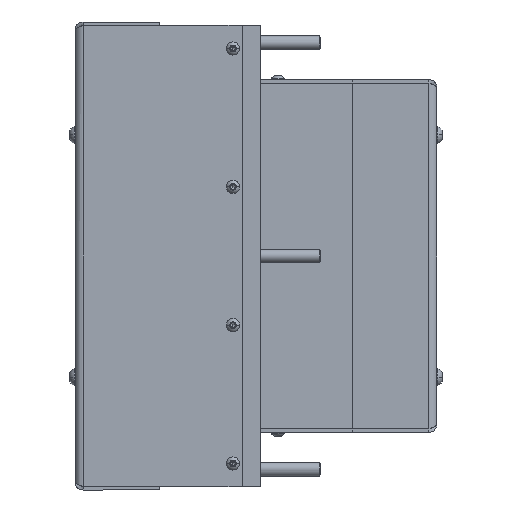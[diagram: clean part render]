
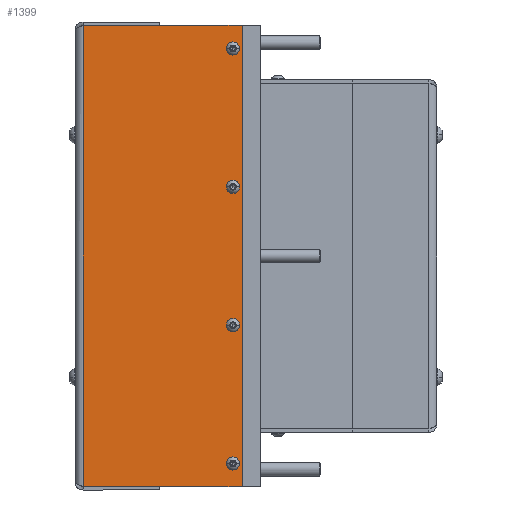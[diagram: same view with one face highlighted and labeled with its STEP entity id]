
A CAD part, left-side view. The second image highlights one B-rep face of the part: STEP entity #1399.
In plain terms, the highlighted face is planar.
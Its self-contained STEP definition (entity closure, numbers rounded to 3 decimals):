
#382 = VERTEX_POINT ( 'NONE', #7629 ) ;
#394 = VERTEX_POINT ( 'NONE', #7641 ) ;
#396 = VERTEX_POINT ( 'NONE', #7643 ) ;
#399 = VERTEX_POINT ( 'NONE', #7646 ) ;
#402 = VERTEX_POINT ( 'NONE', #7649 ) ;
#491 = VERTEX_POINT ( 'NONE', #7738 ) ;
#510 = VERTEX_POINT ( 'NONE', #7757 ) ;
#521 = VERTEX_POINT ( 'NONE', #7768 ) ;
#1169 = ORIENTED_EDGE ( 'NONE', *, *, #4833, .F. ) ;
#1170 = ORIENTED_EDGE ( 'NONE', *, *, #6108, .F. ) ;
#1171 = ORIENTED_EDGE ( 'NONE', *, *, #4834, .F. ) ;
#1172 = ORIENTED_EDGE ( 'NONE', *, *, #6104, .F. ) ;
#1173 = ORIENTED_EDGE ( 'NONE', *, *, #4831, .F. ) ;
#1174 = ORIENTED_EDGE ( 'NONE', *, *, #4835, .T. ) ;
#1175 = ORIENTED_EDGE ( 'NONE', *, *, #4836, .F. ) ;
#1176 = ORIENTED_EDGE ( 'NONE', *, *, #4824, .F. ) ;
#1177 = ORIENTED_EDGE ( 'NONE', *, *, #4821, .F. ) ;
#1178 = ORIENTED_EDGE ( 'NONE', *, *, #4818, .F. ) ;
#1179 = ORIENTED_EDGE ( 'NONE', *, *, #4814, .F. ) ;
#1180 = ORIENTED_EDGE ( 'NONE', *, *, #4827, .F. ) ;
#1181 = ORIENTED_EDGE ( 'NONE', *, *, #4837, .F. ) ;
#1182 = ORIENTED_EDGE ( 'NONE', *, *, #6112, .F. ) ;
#1183 = ORIENTED_EDGE ( 'NONE', *, *, #4838, .F. ) ;
#1184 = ORIENTED_EDGE ( 'NONE', *, *, #6116, .F. ) ;
#1399 = ADVANCED_FACE ( 'NONE', ( #8550, #8545, #8553, #8555, #8549 ), #8551, .F. ) ;
#3915 = VERTEX_POINT ( 'NONE', #9945 ) ;
#3916 = VERTEX_POINT ( 'NONE', #9946 ) ;
#3920 = VERTEX_POINT ( 'NONE', #9950 ) ;
#3921 = VERTEX_POINT ( 'NONE', #9951 ) ;
#3923 = VERTEX_POINT ( 'NONE', #9953 ) ;
#3924 = VERTEX_POINT ( 'NONE', #9954 ) ;
#3927 = VERTEX_POINT ( 'NONE', #9958 ) ;
#3928 = VERTEX_POINT ( 'NONE', #9959 ) ;
#4814 = EDGE_CURVE ( 'NONE', #394, #491, #12432, .T. ) ;
#4818 = EDGE_CURVE ( 'NONE', #491, #402, #14125, .T. ) ;
#4821 = EDGE_CURVE ( 'NONE', #402, #396, #14117, .T. ) ;
#4824 = EDGE_CURVE ( 'NONE', #396, #382, #14143, .T. ) ;
#4827 = EDGE_CURVE ( 'NONE', #521, #394, #14152, .T. ) ;
#4831 = EDGE_CURVE ( 'NONE', #510, #521, #14161, .T. ) ;
#4833 = EDGE_CURVE ( 'NONE', #3920, #3921, #12705, .T. ) ;
#4834 = EDGE_CURVE ( 'NONE', #3915, #3916, #12704, .T. ) ;
#4835 = EDGE_CURVE ( 'NONE', #510, #399, #14174, .T. ) ;
#4836 = EDGE_CURVE ( 'NONE', #382, #399, #14173, .T. ) ;
#4837 = EDGE_CURVE ( 'NONE', #3923, #3924, #12711, .T. ) ;
#4838 = EDGE_CURVE ( 'NONE', #3927, #3928, #12710, .T. ) ;
#6104 = EDGE_CURVE ( 'NONE', #3916, #3915, #18002, .T. ) ;
#6108 = EDGE_CURVE ( 'NONE', #3921, #3920, #18008, .T. ) ;
#6112 = EDGE_CURVE ( 'NONE', #3924, #3923, #18014, .T. ) ;
#6116 = EDGE_CURVE ( 'NONE', #3928, #3927, #18020, .T. ) ;
#7360 = EDGE_LOOP ( 'NONE', ( #1169, #1170 ) ) ;
#7362 = EDGE_LOOP ( 'NONE', ( #1183, #1184 ) ) ;
#7363 = EDGE_LOOP ( 'NONE', ( #1181, #1182 ) ) ;
#7390 = EDGE_LOOP ( 'NONE', ( #1171, #1172 ) ) ;
#7392 = EDGE_LOOP ( 'NONE', ( #1173, #1174, #1175, #1176, #1177, #1178, #1179, #1180 ) ) ;
#7629 = CARTESIAN_POINT ( 'NONE',  ( 99.929, -151.5, 35. ) ) ;
#7641 = CARTESIAN_POINT ( 'NONE',  ( -100., -151.5, 35. ) ) ;
#7643 = CARTESIAN_POINT ( 'NONE',  ( 100., -151.5, 35. ) ) ;
#7646 = CARTESIAN_POINT ( 'NONE',  ( 99.929, -151.5, 2. ) ) ;
#7649 = CARTESIAN_POINT ( 'NONE',  ( 100., -151.5, 71. ) ) ;
#7738 = CARTESIAN_POINT ( 'NONE',  ( -100., -151.5, 71. ) ) ;
#7757 = CARTESIAN_POINT ( 'NONE',  ( -99.929, -151.5, 2. ) ) ;
#7768 = CARTESIAN_POINT ( 'NONE',  ( -99.929, -151.5, 35. ) ) ;
#8545 = FACE_BOUND ( 'NONE', #7390, .T. ) ;
#8549 = FACE_BOUND ( 'NONE', #7362, .T. ) ;
#8550 = FACE_BOUND ( 'NONE', #7360, .T. ) ;
#8551 = PLANE ( 'NONE',  #10698 ) ;
#8553 = FACE_OUTER_BOUND ( 'NONE', #7392, .T. ) ;
#8554 = CARTESIAN_POINT ( 'NONE',  ( -100., -151.5, 71. ) ) ;
#8555 = FACE_BOUND ( 'NONE', #7363, .T. ) ;
#8557 = DIRECTION ( 'NONE',  ( 0., 1., 0. ) ) ;
#8558 = DIRECTION ( 'NONE',  ( 0., 0., 1. ) ) ;
#9945 = CARTESIAN_POINT ( 'NONE',  ( -90., -151.5, 65.3 ) ) ;
#9946 = CARTESIAN_POINT ( 'NONE',  ( -90., -151.5, 68.7 ) ) ;
#9950 = CARTESIAN_POINT ( 'NONE',  ( -30., -151.5, 65.3 ) ) ;
#9951 = CARTESIAN_POINT ( 'NONE',  ( -30., -151.5, 68.7 ) ) ;
#9953 = CARTESIAN_POINT ( 'NONE',  ( 30., -151.5, 65.3 ) ) ;
#9954 = CARTESIAN_POINT ( 'NONE',  ( 30., -151.5, 68.7 ) ) ;
#9958 = CARTESIAN_POINT ( 'NONE',  ( 90., -151.5, 65.3 ) ) ;
#9959 = CARTESIAN_POINT ( 'NONE',  ( 90., -151.5, 68.7 ) ) ;
#10698 = AXIS2_PLACEMENT_3D ( 'NONE', #8554, #8557, #8558 ) ;
#12432 = LINE ( 'NONE', #12439, #12685 ) ;
#12439 = CARTESIAN_POINT ( 'NONE',  ( -100., -151.5, 71. ) ) ;
#12441 = DIRECTION ( 'NONE',  ( 0., 0., 1. ) ) ;
#12685 = VECTOR ( 'NONE', #12441, 1000. ) ;
#12691 = VECTOR ( 'NONE', #14127, 1000. ) ;
#12693 = VECTOR ( 'NONE', #14136, 1000. ) ;
#12697 = VECTOR ( 'NONE', #14145, 1000. ) ;
#12700 = VECTOR ( 'NONE', #14155, 1000. ) ;
#12701 = VECTOR ( 'NONE', #14165, 1000. ) ;
#12704 = CIRCLE ( 'NONE', #12709, 1.7 ) ;
#12705 = CIRCLE ( 'NONE', #12707, 1.7 ) ;
#12706 = VECTOR ( 'NONE', #14179, 1000. ) ;
#12707 = AXIS2_PLACEMENT_3D ( 'NONE', #14170, #14171, #14172 ) ;
#12708 = VECTOR ( 'NONE', #14181, 1000. ) ;
#12709 = AXIS2_PLACEMENT_3D ( 'NONE', #14175, #14176, #14177 ) ;
#12710 = CIRCLE ( 'NONE', #12715, 1.7 ) ;
#12711 = CIRCLE ( 'NONE', #12713, 1.7 ) ;
#12713 = AXIS2_PLACEMENT_3D ( 'NONE', #14182, #14183, #14184 ) ;
#12715 = AXIS2_PLACEMENT_3D ( 'NONE', #14186, #14187, #14188 ) ;
#14117 = LINE ( 'NONE', #14135, #12693 ) ;
#14125 = LINE ( 'NONE', #14126, #12691 ) ;
#14126 = CARTESIAN_POINT ( 'NONE',  ( -100., -151.5, 71. ) ) ;
#14127 = DIRECTION ( 'NONE',  ( 1., 0., 0. ) ) ;
#14135 = CARTESIAN_POINT ( 'NONE',  ( 100., -151.5, 71. ) ) ;
#14136 = DIRECTION ( 'NONE',  ( 0., 0., -1. ) ) ;
#14143 = LINE ( 'NONE', #14144, #12697 ) ;
#14144 = CARTESIAN_POINT ( 'NONE',  ( 101.5, -151.5, 35. ) ) ;
#14145 = DIRECTION ( 'NONE',  ( -1., 0., 0. ) ) ;
#14152 = LINE ( 'NONE', #14154, #12700 ) ;
#14154 = CARTESIAN_POINT ( 'NONE',  ( -99.929, -151.5, 35. ) ) ;
#14155 = DIRECTION ( 'NONE',  ( -1., 0., 0. ) ) ;
#14161 = LINE ( 'NONE', #14164, #12701 ) ;
#14164 = CARTESIAN_POINT ( 'NONE',  ( -99.929, -151.5, -20.5 ) ) ;
#14165 = DIRECTION ( 'NONE',  ( 0., 0., 1. ) ) ;
#14169 = CARTESIAN_POINT ( 'NONE',  ( -99.929, -151.5, 2. ) ) ;
#14170 = CARTESIAN_POINT ( 'NONE',  ( -30., -151.5, 67. ) ) ;
#14171 = DIRECTION ( 'NONE',  ( 0., -1., 0. ) ) ;
#14172 = DIRECTION ( 'NONE',  ( 0., 0., -1. ) ) ;
#14173 = LINE ( 'NONE', #14180, #12708 ) ;
#14174 = LINE ( 'NONE', #14169, #12706 ) ;
#14175 = CARTESIAN_POINT ( 'NONE',  ( -90., -151.5, 67. ) ) ;
#14176 = DIRECTION ( 'NONE',  ( 0., -1., 0. ) ) ;
#14177 = DIRECTION ( 'NONE',  ( 0., 0., -1. ) ) ;
#14179 = DIRECTION ( 'NONE',  ( 1., 0., 0. ) ) ;
#14180 = CARTESIAN_POINT ( 'NONE',  ( 99.929, -151.5, 71. ) ) ;
#14181 = DIRECTION ( 'NONE',  ( 0., 0., -1. ) ) ;
#14182 = CARTESIAN_POINT ( 'NONE',  ( 30., -151.5, 67. ) ) ;
#14183 = DIRECTION ( 'NONE',  ( 0., -1., 0. ) ) ;
#14184 = DIRECTION ( 'NONE',  ( 0., 0., -1. ) ) ;
#14186 = CARTESIAN_POINT ( 'NONE',  ( 90., -151.5, 67. ) ) ;
#14187 = DIRECTION ( 'NONE',  ( 0., -1., 0. ) ) ;
#14188 = DIRECTION ( 'NONE',  ( 0., 0., -1. ) ) ;
#18002 = CIRCLE ( 'NONE', #18004, 1.7 ) ;
#18004 = AXIS2_PLACEMENT_3D ( 'NONE', #20910, #20911, #20912 ) ;
#18008 = CIRCLE ( 'NONE', #18010, 1.7 ) ;
#18010 = AXIS2_PLACEMENT_3D ( 'NONE', #20922, #20923, #20924 ) ;
#18014 = CIRCLE ( 'NONE', #18016, 1.7 ) ;
#18016 = AXIS2_PLACEMENT_3D ( 'NONE', #20934, #20935, #20936 ) ;
#18020 = CIRCLE ( 'NONE', #18022, 1.7 ) ;
#18022 = AXIS2_PLACEMENT_3D ( 'NONE', #20946, #20947, #20948 ) ;
#20910 = CARTESIAN_POINT ( 'NONE',  ( -90., -151.5, 67. ) ) ;
#20911 = DIRECTION ( 'NONE',  ( 0., -1., 0. ) ) ;
#20912 = DIRECTION ( 'NONE',  ( 0., 0., -1. ) ) ;
#20922 = CARTESIAN_POINT ( 'NONE',  ( -30., -151.5, 67. ) ) ;
#20923 = DIRECTION ( 'NONE',  ( 0., -1., 0. ) ) ;
#20924 = DIRECTION ( 'NONE',  ( 0., 0., -1. ) ) ;
#20934 = CARTESIAN_POINT ( 'NONE',  ( 30., -151.5, 67. ) ) ;
#20935 = DIRECTION ( 'NONE',  ( 0., -1., 0. ) ) ;
#20936 = DIRECTION ( 'NONE',  ( 0., 0., -1. ) ) ;
#20946 = CARTESIAN_POINT ( 'NONE',  ( 90., -151.5, 67. ) ) ;
#20947 = DIRECTION ( 'NONE',  ( 0., -1., 0. ) ) ;
#20948 = DIRECTION ( 'NONE',  ( 0., 0., -1. ) ) ;
